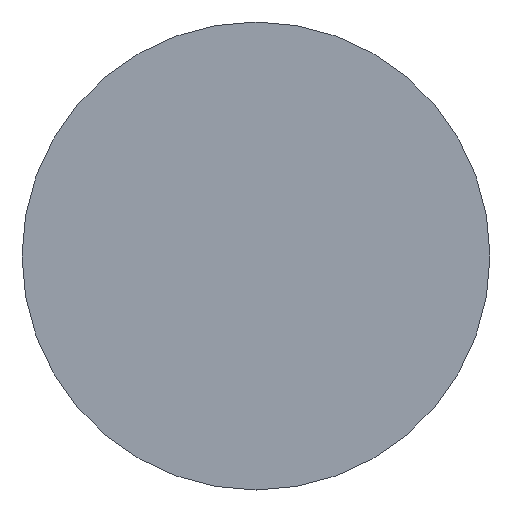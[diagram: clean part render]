
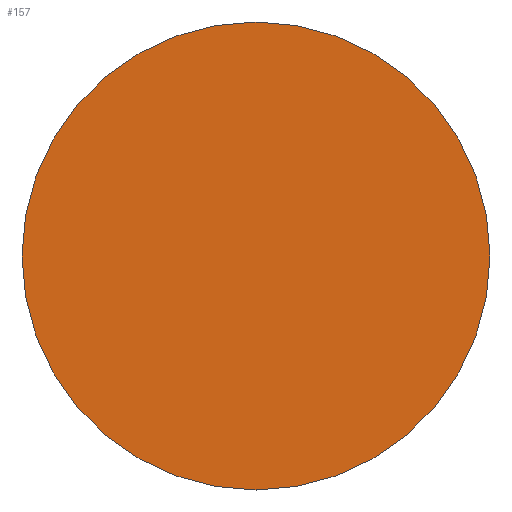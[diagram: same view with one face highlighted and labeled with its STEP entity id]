
A CAD part, left-side view. The second image highlights one B-rep face of the part: STEP entity #157.
In plain terms, the highlighted planar face has unit normal (-1, 0, 0).
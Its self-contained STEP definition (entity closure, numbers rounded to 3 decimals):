
#8 = AXIS2_PLACEMENT_3D ( 'NONE', #49, #105, #142 ) ;
#14 = EDGE_CURVE ( 'NONE', #127, #47, #58, .T. ) ;
#39 = CARTESIAN_POINT ( 'NONE',  ( 44.319, 26.089, 0. ) ) ;
#44 = CIRCLE ( 'NONE', #83, 8. ) ;
#47 = VERTEX_POINT ( 'NONE', #91 ) ;
#49 = CARTESIAN_POINT ( 'NONE',  ( 44.319, 26.089, 0. ) ) ;
#55 = PLANE ( 'NONE',  #102 ) ;
#58 = CIRCLE ( 'NONE', #8, 8. ) ;
#69 = DIRECTION ( 'NONE',  ( 0., 0., 1. ) ) ;
#83 = AXIS2_PLACEMENT_3D ( 'NONE', #39, #133, #69 ) ;
#91 = CARTESIAN_POINT ( 'NONE',  ( 44.319, 26.089, -8. ) ) ;
#97 = CARTESIAN_POINT ( 'NONE',  ( 44.319, 26.089, 0. ) ) ;
#99 = EDGE_LOOP ( 'NONE', ( #132, #129 ) ) ;
#102 = AXIS2_PLACEMENT_3D ( 'NONE', #97, #162, #147 ) ;
#105 = DIRECTION ( 'NONE',  ( -1., 0., 0. ) ) ;
#125 = FACE_OUTER_BOUND ( 'NONE', #99, .T. ) ;
#127 = VERTEX_POINT ( 'NONE', #135 ) ;
#129 = ORIENTED_EDGE ( 'NONE', *, *, #140, .T. ) ;
#132 = ORIENTED_EDGE ( 'NONE', *, *, #14, .T. ) ;
#133 = DIRECTION ( 'NONE',  ( -1., 0., 0. ) ) ;
#135 = CARTESIAN_POINT ( 'NONE',  ( 44.319, 26.089, 8. ) ) ;
#140 = EDGE_CURVE ( 'NONE', #47, #127, #44, .T. ) ;
#142 = DIRECTION ( 'NONE',  ( 0., 0., 1. ) ) ;
#147 = DIRECTION ( 'NONE',  ( 0., 0., -1. ) ) ;
#157 = ADVANCED_FACE ( 'NONE', ( #125 ), #55, .F. ) ;
#162 = DIRECTION ( 'NONE',  ( 1., 0., 0. ) ) ;
